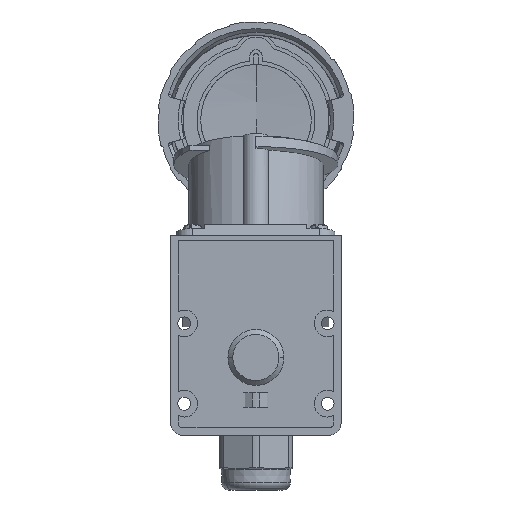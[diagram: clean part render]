
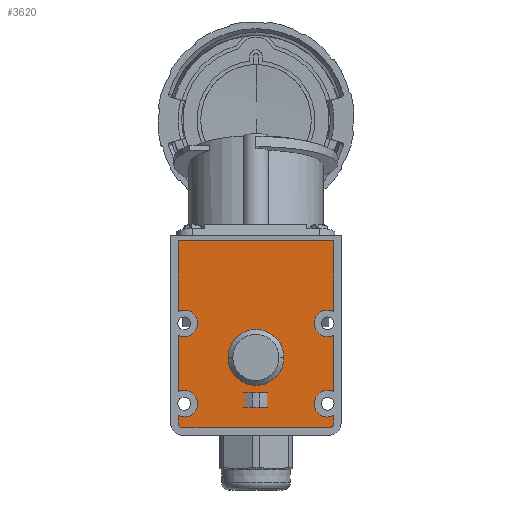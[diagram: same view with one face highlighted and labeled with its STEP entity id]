
A CAD part, front view. The second image highlights one B-rep face of the part: STEP entity #3620.
In plain terms, the highlighted planar face has unit normal (0, -1, 0).
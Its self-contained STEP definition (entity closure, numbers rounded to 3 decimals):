
#1160=DIRECTION('',(0.,0.,-1.));
#1161=VECTOR('',#1160,3.101);
#1162=CARTESIAN_POINT('',(-32.,5.224,-73.899));
#1163=LINE('',#1162,#1161);
#1172=CARTESIAN_POINT('',(-30.,5.224,-77.));
#1173=DIRECTION('',(0.,1.,0.));
#1174=DIRECTION('',(0.,0.,-1.));
#1175=AXIS2_PLACEMENT_3D('',#1172,#1173,#1174);
#1177=CARTESIAN_POINT('',(-29.5,5.224,-69.));
#1178=DIRECTION('',(0.,-1.,0.));
#1179=DIRECTION('',(-0.455,0.,-0.891));
#1180=AXIS2_PLACEMENT_3D('',#1177,#1178,#1179);
#1182=CARTESIAN_POINT('',(-29.5,5.224,-69.));
#1183=DIRECTION('',(0.,-1.,0.));
#1184=DIRECTION('',(1.,0.,0.));
#1185=AXIS2_PLACEMENT_3D('',#1182,#1183,#1184);
#1187=CARTESIAN_POINT('',(-29.5,5.224,-36.));
#1188=DIRECTION('',(0.,-1.,0.));
#1189=DIRECTION('',(-0.455,0.,-0.891));
#1190=AXIS2_PLACEMENT_3D('',#1187,#1188,#1189);
#1192=CARTESIAN_POINT('',(-29.5,5.224,-36.));
#1193=DIRECTION('',(0.,-1.,0.));
#1194=DIRECTION('',(1.,0.,0.));
#1195=AXIS2_PLACEMENT_3D('',#1192,#1193,#1194);
#1197=CARTESIAN_POINT('',(29.5,5.224,-36.));
#1198=DIRECTION('',(0.,-1.,0.));
#1199=DIRECTION('',(0.455,0.,0.891));
#1200=AXIS2_PLACEMENT_3D('',#1197,#1198,#1199);
#1202=CARTESIAN_POINT('',(29.5,5.224,-36.));
#1203=DIRECTION('',(0.,-1.,0.));
#1204=DIRECTION('',(-1.,0.,0.));
#1205=AXIS2_PLACEMENT_3D('',#1202,#1203,#1204);
#1207=CARTESIAN_POINT('',(29.5,5.224,-69.));
#1208=DIRECTION('',(0.,-1.,0.));
#1209=DIRECTION('',(0.455,0.,0.891));
#1210=AXIS2_PLACEMENT_3D('',#1207,#1208,#1209);
#1212=CARTESIAN_POINT('',(29.5,5.224,-69.));
#1213=DIRECTION('',(0.,-1.,0.));
#1214=DIRECTION('',(-1.,0.,0.));
#1215=AXIS2_PLACEMENT_3D('',#1212,#1213,#1214);
#1217=CARTESIAN_POINT('',(30.,5.224,-77.));
#1218=DIRECTION('',(0.,1.,0.));
#1219=DIRECTION('',(1.,0.,0.));
#1220=AXIS2_PLACEMENT_3D('',#1217,#1218,#1219);
#1222=CARTESIAN_POINT('',(0.,5.224,-50.));
#1223=DIRECTION('',(0.,-1.,0.));
#1224=DIRECTION('',(-1.,0.,0.));
#1225=AXIS2_PLACEMENT_3D('',#1222,#1223,#1224);
#1227=CARTESIAN_POINT('',(0.,5.224,-50.));
#1228=DIRECTION('',(0.,-1.,0.));
#1229=DIRECTION('',(1.,0.,0.));
#1230=AXIS2_PLACEMENT_3D('',#1227,#1228,#1229);
#1232=DIRECTION('',(0.,0.,-1.));
#1233=VECTOR('',#1232,23.202);
#1234=CARTESIAN_POINT('',(-32.,5.224,-40.899));
#1235=LINE('',#1234,#1233);
#1248=DIRECTION('',(0.,0.,-1.));
#1249=VECTOR('',#1248,29.157);
#1250=CARTESIAN_POINT('',(-32.,5.224,-1.944));
#1251=LINE('',#1250,#1249);
#1256=DIRECTION('',(-1.,0.,0.));
#1257=VECTOR('',#1256,64.);
#1258=CARTESIAN_POINT('',(32.,5.224,-1.944));
#1259=LINE('',#1258,#1257);
#1260=DIRECTION('',(0.,0.,1.));
#1261=VECTOR('',#1260,29.157);
#1262=CARTESIAN_POINT('',(32.,5.224,-31.101));
#1263=LINE('',#1262,#1261);
#1272=DIRECTION('',(0.,0.,1.));
#1273=VECTOR('',#1272,23.202);
#1274=CARTESIAN_POINT('',(32.,5.224,-64.101));
#1275=LINE('',#1274,#1273);
#1284=DIRECTION('',(0.,0.,1.));
#1285=VECTOR('',#1284,3.101);
#1286=CARTESIAN_POINT('',(32.,5.224,-77.));
#1287=LINE('',#1286,#1285);
#1296=DIRECTION('',(1.,0.,0.));
#1297=VECTOR('',#1296,60.);
#1298=CARTESIAN_POINT('',(-30.,5.224,-79.));
#1299=LINE('',#1298,#1297);
#1993=CARTESIAN_POINT('',(-32.,5.224,-77.));
#1994=VERTEX_POINT('',#1993);
#1995=CARTESIAN_POINT('',(-30.,5.224,-79.));
#1996=VERTEX_POINT('',#1995);
#1997=CARTESIAN_POINT('',(-32.,5.224,-73.899));
#1998=VERTEX_POINT('',#1997);
#1999=CARTESIAN_POINT('',(-24.,5.224,-69.));
#2000=CARTESIAN_POINT('',(-32.,5.224,-64.101));
#2001=VERTEX_POINT('',#1999);
#2002=VERTEX_POINT('',#2000);
#2003=CARTESIAN_POINT('',(-32.,5.224,-40.899));
#2004=VERTEX_POINT('',#2003);
#2005=CARTESIAN_POINT('',(-24.,5.224,-36.));
#2006=VERTEX_POINT('',#2005);
#2007=CARTESIAN_POINT('',(-32.,5.224,-31.101));
#2008=VERTEX_POINT('',#2007);
#2009=CARTESIAN_POINT('',(-32.,5.224,-1.944));
#2010=VERTEX_POINT('',#2009);
#2011=CARTESIAN_POINT('',(32.,5.224,-1.944));
#2012=VERTEX_POINT('',#2011);
#2013=CARTESIAN_POINT('',(32.,5.224,-31.101));
#2014=VERTEX_POINT('',#2013);
#2015=CARTESIAN_POINT('',(24.,5.224,-36.));
#2016=VERTEX_POINT('',#2015);
#2017=CARTESIAN_POINT('',(32.,5.224,-40.899));
#2018=VERTEX_POINT('',#2017);
#2019=CARTESIAN_POINT('',(32.,5.224,-64.101));
#2020=VERTEX_POINT('',#2019);
#2021=CARTESIAN_POINT('',(24.,5.224,-69.));
#2022=VERTEX_POINT('',#2021);
#2023=CARTESIAN_POINT('',(32.,5.224,-73.899));
#2024=VERTEX_POINT('',#2023);
#2025=CARTESIAN_POINT('',(32.,5.224,-77.));
#2026=VERTEX_POINT('',#2025);
#2027=CARTESIAN_POINT('',(30.,5.224,-79.));
#2028=VERTEX_POINT('',#2027);
#2029=CARTESIAN_POINT('',(-11.5,5.224,-50.));
#2030=CARTESIAN_POINT('',(11.5,5.224,-50.));
#2031=VERTEX_POINT('',#2029);
#2032=VERTEX_POINT('',#2030);
#3575=CARTESIAN_POINT('',(-45.021,5.224,-79.5));
#3576=DIRECTION('',(0.,1.,0.));
#3577=DIRECTION('',(0.,0.,1.));
#3578=AXIS2_PLACEMENT_3D('',#3575,#3576,#3577);
#3579=PLANE('',#3578);
#3580=ORIENTED_EDGE('',*,*,#3537,.T.);
#3581=ORIENTED_EDGE('',*,*,#3552,.F.);
#3582=ORIENTED_EDGE('',*,*,#3565,.T.);
#3583=ORIENTED_EDGE('',*,*,#3563,.T.);
#3585=ORIENTED_EDGE('',*,*,#3584,.F.);
#3587=ORIENTED_EDGE('',*,*,#3586,.T.);
#3589=ORIENTED_EDGE('',*,*,#3588,.T.);
#3591=ORIENTED_EDGE('',*,*,#3590,.F.);
#3593=ORIENTED_EDGE('',*,*,#3592,.F.);
#3595=ORIENTED_EDGE('',*,*,#3594,.F.);
#3597=ORIENTED_EDGE('',*,*,#3596,.T.);
#3599=ORIENTED_EDGE('',*,*,#3598,.T.);
#3601=ORIENTED_EDGE('',*,*,#3600,.F.);
#3603=ORIENTED_EDGE('',*,*,#3602,.T.);
#3605=ORIENTED_EDGE('',*,*,#3604,.T.);
#3607=ORIENTED_EDGE('',*,*,#3606,.F.);
#3609=ORIENTED_EDGE('',*,*,#3608,.T.);
#3611=ORIENTED_EDGE('',*,*,#3610,.F.);
#3612=EDGE_LOOP('',(#3580,#3581,#3582,#3583,#3585,#3587,#3589,#3591,#3593,#3595,
#3597,#3599,#3601,#3603,#3605,#3607,#3609,#3611));
#3613=FACE_OUTER_BOUND('',#3612,.F.);
#3615=ORIENTED_EDGE('',*,*,#3614,.T.);
#3617=ORIENTED_EDGE('',*,*,#3616,.T.);
#3618=EDGE_LOOP('',(#3615,#3617));
#3619=FACE_BOUND('',#3618,.F.);
#3620=ADVANCED_FACE('',(#3613,#3619),#3579,.F.);
#1176=CIRCLE('',#1175,2.);
#1181=CIRCLE('',#1180,5.5);
#1186=CIRCLE('',#1185,5.5);
#1191=CIRCLE('',#1190,5.5);
#1196=CIRCLE('',#1195,5.5);
#1201=CIRCLE('',#1200,5.5);
#1206=CIRCLE('',#1205,5.5);
#1211=CIRCLE('',#1210,5.5);
#1216=CIRCLE('',#1215,5.5);
#1221=CIRCLE('',#1220,2.);
#1226=CIRCLE('',#1225,11.5);
#1231=CIRCLE('',#1230,11.5);
#3537=EDGE_CURVE('',#1996,#1994,#1176,.T.);
#3552=EDGE_CURVE('',#1998,#1994,#1163,.T.);
#3563=EDGE_CURVE('',#2001,#2002,#1186,.T.);
#3565=EDGE_CURVE('',#1998,#2001,#1181,.T.);
#3584=EDGE_CURVE('',#2004,#2002,#1235,.T.);
#3586=EDGE_CURVE('',#2004,#2006,#1191,.T.);
#3588=EDGE_CURVE('',#2006,#2008,#1196,.T.);
#3590=EDGE_CURVE('',#2010,#2008,#1251,.T.);
#3592=EDGE_CURVE('',#2012,#2010,#1259,.T.);
#3594=EDGE_CURVE('',#2014,#2012,#1263,.T.);
#3596=EDGE_CURVE('',#2014,#2016,#1201,.T.);
#3598=EDGE_CURVE('',#2016,#2018,#1206,.T.);
#3600=EDGE_CURVE('',#2020,#2018,#1275,.T.);
#3602=EDGE_CURVE('',#2020,#2022,#1211,.T.);
#3604=EDGE_CURVE('',#2022,#2024,#1216,.T.);
#3606=EDGE_CURVE('',#2026,#2024,#1287,.T.);
#3608=EDGE_CURVE('',#2026,#2028,#1221,.T.);
#3610=EDGE_CURVE('',#1996,#2028,#1299,.T.);
#3614=EDGE_CURVE('',#2031,#2032,#1226,.T.);
#3616=EDGE_CURVE('',#2032,#2031,#1231,.T.);
